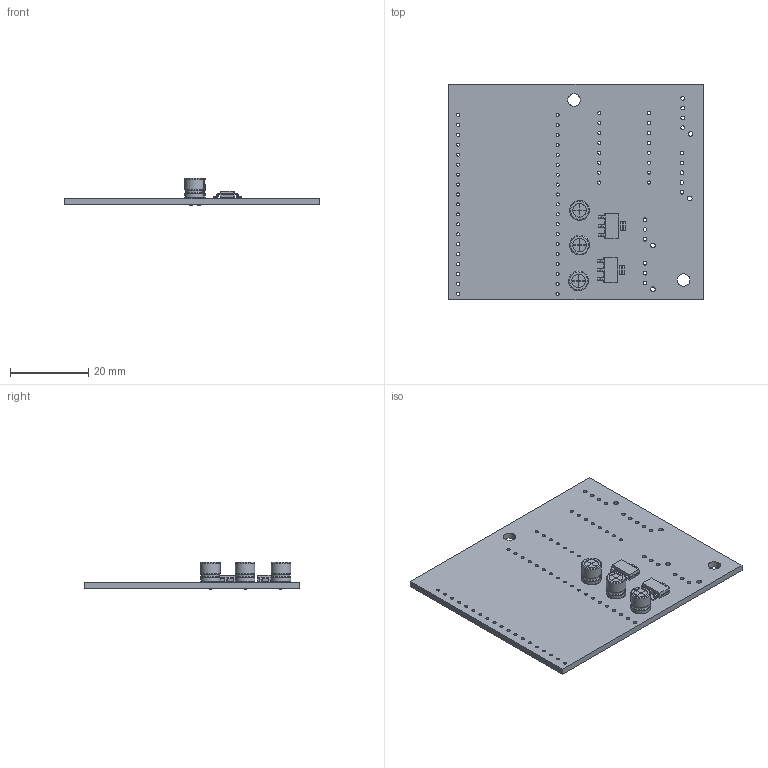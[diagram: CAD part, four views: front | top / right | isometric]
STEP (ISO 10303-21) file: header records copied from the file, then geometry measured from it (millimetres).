
FILE_DESCRIPTION (( 'STEP AP214' ), '1' );
FILE_NAME ('pcb_latest.STEP', '2024-03-01T15:47:36', ( '' ), ( '' ), 'SwSTEP 2.0', 'SolidWorks 2024', '' );
FILE_SCHEMA (( 'AUTOMOTIVE_DESIGN' ));
Length unit declared in the file: millimetre
Products named in the file (1): pcb_latest
Bounding box: 65 x 55 x 7 mm (x, y, z)
Volume: 5976.2 mm3; surface area: 8421.2 mm2
Topology: 6 solids, 9 shells, 477 faces, 1255 edges, 802 vertices
Faces by surface type: cylinder 239, plane 167, bspline 65, torus 6
Entity records: 16823 total; most frequent: CARTESIAN_POINT 4649, ORIENTED_EDGE 2510, DIRECTION 2488, EDGE_CURVE 1255, AXIS2_PLACEMENT_3D 930, VERTEX_POINT 802, EDGE_LOOP 645, VECTOR 628
